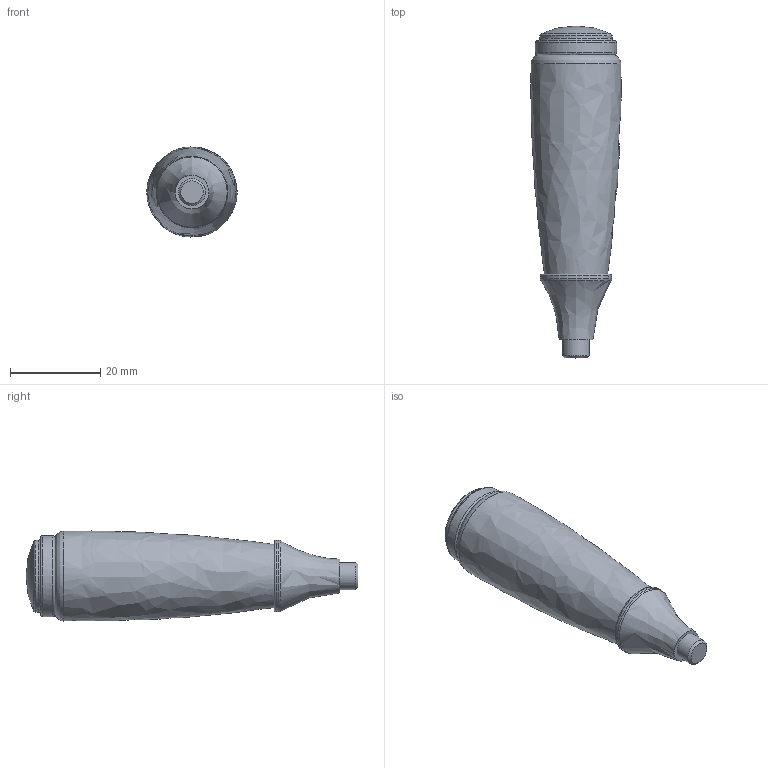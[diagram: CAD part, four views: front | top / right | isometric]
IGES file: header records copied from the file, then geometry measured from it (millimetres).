
Global section: file name: V259-CERAMIC; native system: Autodesk Inventor 2018; preprocessor: unknown; author: adaniels; date: 20190709.114016; units: millimetre
Bounding box: 20.03 x 73.73 x 19.99 mm (x, y, z)
Volume: 13611.6 mm3; surface area: 8190.8 mm2
Topology: 4 solids, 4 shells, 42 faces, 107 edges, 77 vertices
Faces by surface type: bspline 42
